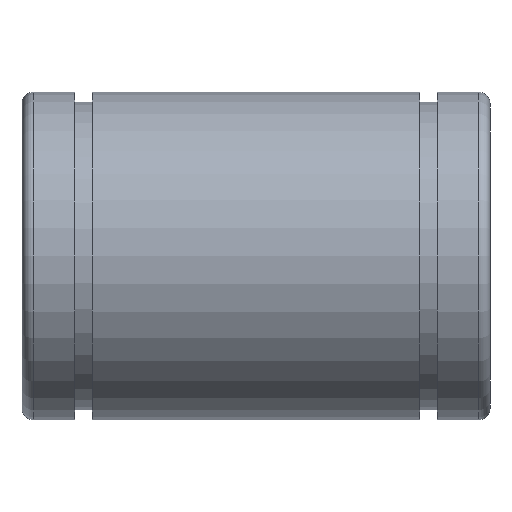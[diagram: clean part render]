
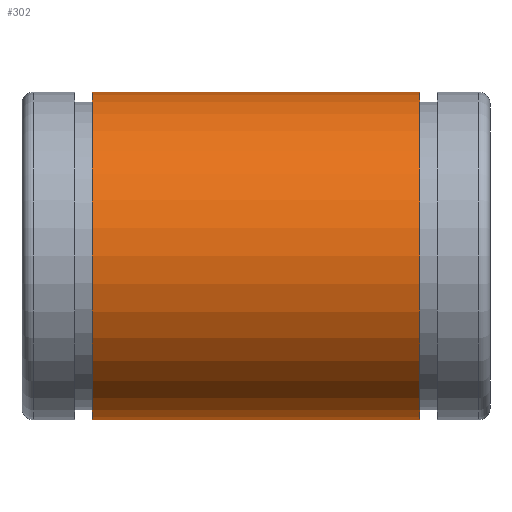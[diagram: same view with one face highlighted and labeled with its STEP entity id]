
A CAD part, front view. The second image highlights one B-rep face of the part: STEP entity #302.
In plain terms, the highlighted cylindrical face has radius 11.113 mm (diameter 22.225 mm), a full revolution.
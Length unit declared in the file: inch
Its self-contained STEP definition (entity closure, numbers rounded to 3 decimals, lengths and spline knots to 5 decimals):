
#18=LINE('',#543,#26);
#26=VECTOR('',#438,0.4375);
#34=CYLINDRICAL_SURFACE('',#354,0.4375);
#56=FACE_OUTER_BOUND('',#75,.T.);
#75=EDGE_LOOP('',(#234,#235,#236,#237,#238,#239));
#102=CIRCLE('',#352,0.4375);
#103=CIRCLE('',#353,0.4375);
#104=CIRCLE('',#355,0.4375);
#105=CIRCLE('',#356,0.4375);
#137=VERTEX_POINT('',#534);
#138=VERTEX_POINT('',#535);
#139=VERTEX_POINT('',#539);
#140=VERTEX_POINT('',#540);
#174=EDGE_CURVE('',#137,#138,#102,.T.);
#175=EDGE_CURVE('',#138,#137,#103,.T.);
#176=EDGE_CURVE('',#139,#140,#104,.T.);
#177=EDGE_CURVE('',#140,#139,#105,.T.);
#178=EDGE_CURVE('',#140,#138,#18,.T.);
#234=ORIENTED_EDGE('',*,*,#176,.F.);
#235=ORIENTED_EDGE('',*,*,#177,.F.);
#236=ORIENTED_EDGE('',*,*,#178,.T.);
#237=ORIENTED_EDGE('',*,*,#175,.T.);
#238=ORIENTED_EDGE('',*,*,#174,.T.);
#239=ORIENTED_EDGE('',*,*,#178,.F.);
#302=ADVANCED_FACE('',(#56),#34,.T.);
#352=AXIS2_PLACEMENT_3D('',#536,#428,#429);
#353=AXIS2_PLACEMENT_3D('',#537,#430,#431);
#354=AXIS2_PLACEMENT_3D('',#538,#432,#433);
#355=AXIS2_PLACEMENT_3D('',#541,#434,#435);
#356=AXIS2_PLACEMENT_3D('',#542,#436,#437);
#428=DIRECTION('center_axis',(1.,0.,0.));
#429=DIRECTION('ref_axis',(0.,0.,-1.));
#430=DIRECTION('center_axis',(1.,0.,0.));
#431=DIRECTION('ref_axis',(0.,0.,-1.));
#432=DIRECTION('center_axis',(1.,0.,0.));
#433=DIRECTION('ref_axis',(0.,1.,0.));
#434=DIRECTION('center_axis',(1.,0.,0.));
#435=DIRECTION('ref_axis',(0.,0.,-1.));
#436=DIRECTION('center_axis',(1.,0.,0.));
#437=DIRECTION('ref_axis',(0.,0.,-1.));
#438=DIRECTION('',(-1.,0.,0.));
#534=CARTESIAN_POINT('',(0.1875,0.4375,0.));
#535=CARTESIAN_POINT('',(0.1875,-0.4375,0.));
#536=CARTESIAN_POINT('Origin',(0.1875,0.,0.));
#537=CARTESIAN_POINT('Origin',(0.1875,0.,0.));
#538=CARTESIAN_POINT('Origin',(0.625,0.,0.));
#539=CARTESIAN_POINT('',(1.0625,0.4375,0.));
#540=CARTESIAN_POINT('',(1.0625,-0.4375,0.));
#541=CARTESIAN_POINT('Origin',(1.0625,0.,0.));
#542=CARTESIAN_POINT('Origin',(1.0625,0.,0.));
#543=CARTESIAN_POINT('',(0.625,-0.4375,0.));
